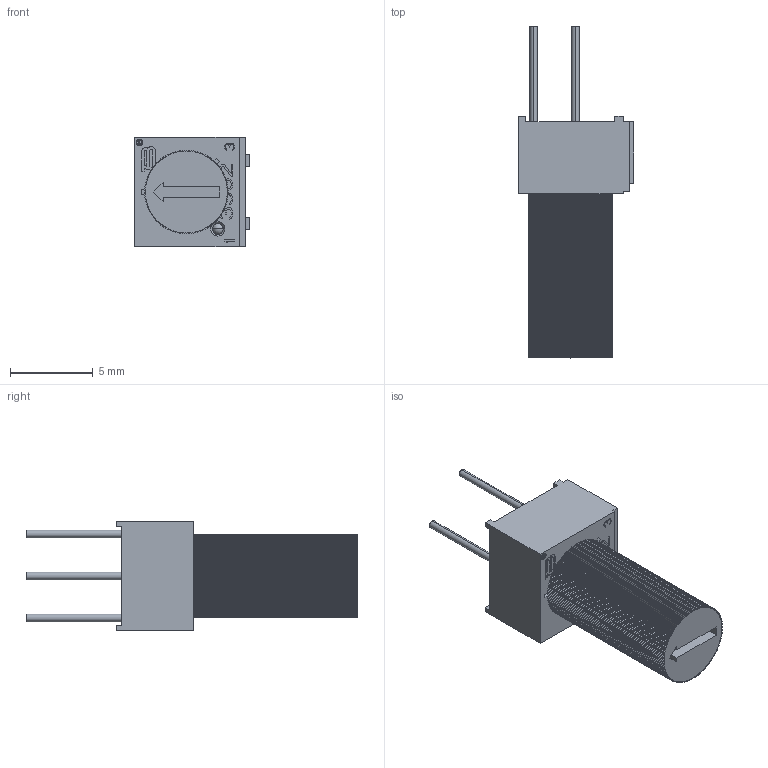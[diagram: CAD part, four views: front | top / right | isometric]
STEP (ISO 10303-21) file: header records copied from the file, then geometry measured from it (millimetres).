
FILE_DESCRIPTION((''),'2;1');
FILE_NAME('3362-T','2013-08-05T',('maxm'),('Bourns, Inc.'),'PRO/ENGINEER BY PARAMETRIC TECHNOLOGY CORPORATION, 2012230','PRO/ENGINEER BY PARAMETRIC TECHNOLOGY CORPORATION, 2012230','');
FILE_SCHEMA(('CONFIG_CONTROL_DESIGN'));
Length unit declared in the file: inch
Products named in the file (1): 3362-T
Bounding box: 6.99 x 20.09 x 6.6 mm (x, y, z)
Volume: 382.1 mm3; surface area: 546.5 mm2
Topology: 1 solids, 1 shells, 954 faces, 2808 edges, 1865 vertices
Faces by surface type: plane 715, cylinder 218, torus 13, cone 6, sphere 2
Entity records: 31675 total; most frequent: CARTESIAN_POINT 5803, ORIENTED_EDGE 5612, DIRECTION 5162, EDGE_CURVE 2806, VECTOR 2284, LINE 2284, VERTEX_POINT 1865, AXIS2_PLACEMENT_3D 1439
